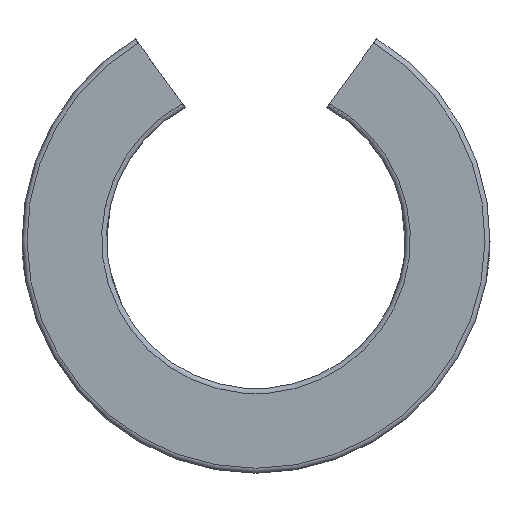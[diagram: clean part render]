
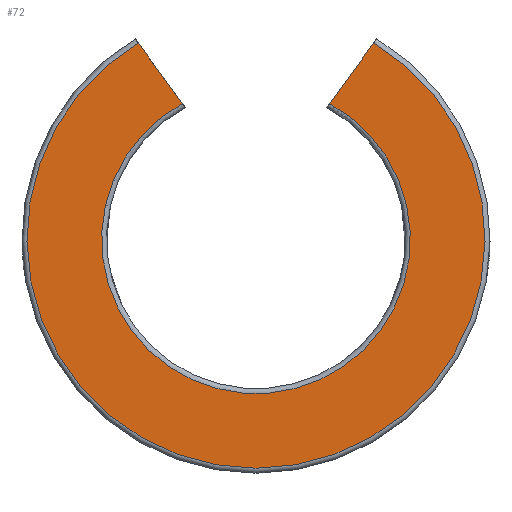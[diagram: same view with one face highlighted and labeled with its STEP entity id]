
A CAD part, left-side view. The second image highlights one B-rep face of the part: STEP entity #72.
In plain terms, the highlighted planar face has unit normal (-1, 0, 0).
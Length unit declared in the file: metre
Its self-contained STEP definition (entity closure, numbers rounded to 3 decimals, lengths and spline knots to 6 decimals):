
#72 = ADVANCED_FACE( '', ( #155 ), #156, .T. );
#155 = FACE_OUTER_BOUND( '', #252, .T. );
#156 = PLANE( '', #253 );
#252 = EDGE_LOOP( '', ( #393, #394, #395, #396 ) );
#253 = AXIS2_PLACEMENT_3D( '', #397, #398, #399 );
#393 = ORIENTED_EDGE( '', *, *, #604, .T. );
#394 = ORIENTED_EDGE( '', *, *, #624, .T. );
#395 = ORIENTED_EDGE( '', *, *, #587, .T. );
#396 = ORIENTED_EDGE( '', *, *, #625, .T. );
#397 = CARTESIAN_POINT( '', ( -0.034, 0., 0. ) );
#398 = DIRECTION( '', ( -1., 0., 0. ) );
#399 = DIRECTION( '', ( 0., -1., 0. ) );
#587 = EDGE_CURVE( '', #699, #700, #701, .T. );
#604 = EDGE_CURVE( '', #731, #729, #732, .F. );
#624 = EDGE_CURVE( '', #729, #699, #762, .T. );
#625 = EDGE_CURVE( '', #700, #731, #763, .T. );
#699 = VERTEX_POINT( '', #859 );
#700 = VERTEX_POINT( '', #860 );
#701 = CIRCLE( '', #861, 0.023 );
#729 = VERTEX_POINT( '', #911 );
#731 = VERTEX_POINT( '', #918 );
#732 = CIRCLE( '', #919, 0.0155 );
#762 = LINE( '', #970, #971 );
#763 = LINE( '', #972, #973 );
#859 = CARTESIAN_POINT( '', ( -0.034, 0.01183, 0.019724 ) );
#860 = CARTESIAN_POINT( '', ( -0.034, -0.01183, 0.019724 ) );
#861 = AXIS2_PLACEMENT_3D( '', #1286, #1287, #1288 );
#911 = CARTESIAN_POINT( '', ( -0.034, 0.007397, 0.013621 ) );
#918 = CARTESIAN_POINT( '', ( -0.034, -0.007397, 0.013621 ) );
#919 = AXIS2_PLACEMENT_3D( '', #1309, #1310, #1311 );
#970 = CARTESIAN_POINT( '', ( -0.034, -0.001636, 0.001189 ) );
#971 = VECTOR( '', #1333, 1. );
#972 = CARTESIAN_POINT( '', ( -0.034, 0.001636, 0.001189 ) );
#973 = VECTOR( '', #1334, 1. );
#1286 = CARTESIAN_POINT( '', ( -0.034, 0., 0. ) );
#1287 = DIRECTION( '', ( -1., 0., 0. ) );
#1288 = DIRECTION( '', ( 0., -1., 0. ) );
#1309 = CARTESIAN_POINT( '', ( -0.034, 0., 0. ) );
#1310 = DIRECTION( '', ( -1., 0., 0. ) );
#1311 = DIRECTION( '', ( 0., -1., 0. ) );
#1333 = DIRECTION( '', ( 0., 0.588, 0.809 ) );
#1334 = DIRECTION( '', ( 0., 0.588, -0.809 ) );
